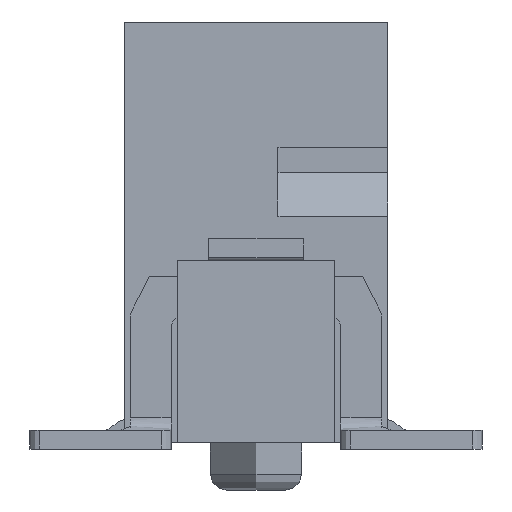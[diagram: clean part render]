
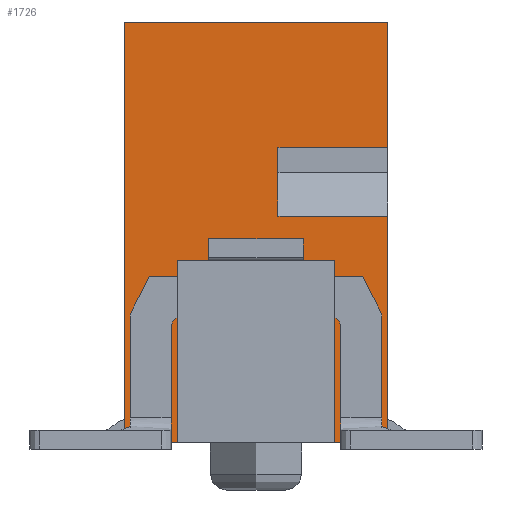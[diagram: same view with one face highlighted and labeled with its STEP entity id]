
A CAD part, left-side view. The second image highlights one B-rep face of the part: STEP entity #1726.
In plain terms, the highlighted planar face has unit normal (-1, 0, 0).
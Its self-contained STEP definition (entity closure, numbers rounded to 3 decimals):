
#69=CARTESIAN_POINT('',(-6.445,2.1,0.));
#70=VERTEX_POINT('',#69);
#77=CARTESIAN_POINT('',(-6.445,2.1,6.7));
#78=VERTEX_POINT('',#77);
#79=CARTESIAN_POINT('',(-6.445,2.1,0.));
#80=DIRECTION('',(0.,0.,1.));
#81=VECTOR('',#80,6.7);
#82=LINE('',#79,#81);
#83=EDGE_CURVE('',#70,#78,#82,.T.);
#384=CARTESIAN_POINT('',(-6.445,-2.1,6.7));
#385=VERTEX_POINT('',#384);
#386=CARTESIAN_POINT('',(-6.445,2.1,6.7));
#387=DIRECTION('',(0.,-1.,0.));
#388=VECTOR('',#387,4.2);
#389=LINE('',#386,#388);
#390=EDGE_CURVE('',#78,#385,#389,.T.);
#694=CARTESIAN_POINT('',(-6.445,-2.1,3.61));
#695=VERTEX_POINT('',#694);
#712=CARTESIAN_POINT('',(-6.445,-0.35,3.61));
#713=VERTEX_POINT('',#712);
#720=CARTESIAN_POINT('',(-6.445,-0.35,3.61));
#721=DIRECTION('',(0.,-1.,0.));
#722=VECTOR('',#721,1.75);
#723=LINE('',#720,#722);
#724=EDGE_CURVE('',#713,#695,#723,.T.);
#734=CARTESIAN_POINT('',(-6.445,-0.35,4.7));
#735=VERTEX_POINT('',#734);
#736=CARTESIAN_POINT('',(-6.445,-0.35,4.7));
#737=DIRECTION('',(0.,0.,-1.));
#738=VECTOR('',#737,1.09);
#739=LINE('',#736,#738);
#740=EDGE_CURVE('',#735,#713,#739,.T.);
#767=CARTESIAN_POINT('',(-6.445,-2.1,4.7));
#768=VERTEX_POINT('',#767);
#775=CARTESIAN_POINT('',(-6.445,-2.1,4.7));
#776=DIRECTION('',(0.,1.,0.));
#777=VECTOR('',#776,1.75);
#778=LINE('',#775,#777);
#779=EDGE_CURVE('',#768,#735,#778,.T.);
#1020=CARTESIAN_POINT('',(-6.445,1.25,0.));
#1021=VERTEX_POINT('',#1020);
#1053=CARTESIAN_POINT('',(-6.445,1.25,1.75));
#1054=VERTEX_POINT('',#1053);
#1061=CARTESIAN_POINT('',(-6.445,1.25,1.75));
#1062=DIRECTION('',(0.,0.,-1.));
#1063=VECTOR('',#1062,1.75);
#1064=LINE('',#1061,#1063);
#1065=EDGE_CURVE('',#1054,#1021,#1064,.T.);
#1075=CARTESIAN_POINT('',(-6.445,-1.25,0.));
#1076=VERTEX_POINT('',#1075);
#1077=CARTESIAN_POINT('',(-6.445,-1.25,1.75));
#1078=VERTEX_POINT('',#1077);
#1079=CARTESIAN_POINT('',(-6.445,-1.25,0.));
#1080=DIRECTION('',(0.,0.,1.));
#1081=VECTOR('',#1080,1.75);
#1082=LINE('',#1079,#1081);
#1083=EDGE_CURVE('',#1076,#1078,#1082,.T.);
#1278=CARTESIAN_POINT('',(-6.445,0.9,1.9));
#1279=VERTEX_POINT('',#1278);
#1280=CARTESIAN_POINT('',(-6.445,1.1,1.9));
#1281=VERTEX_POINT('',#1280);
#1282=CARTESIAN_POINT('',(-6.445,0.9,1.9));
#1283=DIRECTION('',(0.,1.,0.));
#1284=VECTOR('',#1283,0.2);
#1285=LINE('',#1282,#1284);
#1286=EDGE_CURVE('',#1279,#1281,#1285,.T.);
#1318=CARTESIAN_POINT('',(-6.445,-1.1,1.9));
#1319=VERTEX_POINT('',#1318);
#1320=CARTESIAN_POINT('',(-6.445,-0.9,1.9));
#1321=VERTEX_POINT('',#1320);
#1322=CARTESIAN_POINT('',(-6.445,-1.1,1.9));
#1323=DIRECTION('',(0.,1.,0.));
#1324=VECTOR('',#1323,0.2);
#1325=LINE('',#1322,#1324);
#1326=EDGE_CURVE('',#1319,#1321,#1325,.T.);
#1440=CARTESIAN_POINT('',(-6.445,0.75,1.));
#1441=VERTEX_POINT('',#1440);
#1448=CARTESIAN_POINT('',(-6.445,0.75,1.75));
#1449=VERTEX_POINT('',#1448);
#1450=CARTESIAN_POINT('',(-6.445,0.75,1.));
#1451=DIRECTION('',(0.,0.,1.));
#1452=VECTOR('',#1451,0.75);
#1453=LINE('',#1450,#1452);
#1454=EDGE_CURVE('',#1441,#1449,#1453,.T.);
#1488=CARTESIAN_POINT('',(-6.445,-0.75,1.75));
#1489=VERTEX_POINT('',#1488);
#1496=CARTESIAN_POINT('',(-6.445,-0.75,1.));
#1497=VERTEX_POINT('',#1496);
#1498=CARTESIAN_POINT('',(-6.445,-0.75,1.75));
#1499=DIRECTION('',(0.,0.,-1.));
#1500=VECTOR('',#1499,0.75);
#1501=LINE('',#1498,#1500);
#1502=EDGE_CURVE('',#1489,#1497,#1501,.T.);
#1620=CARTESIAN_POINT('',(-6.445,0.,3.35));
#1621=DIRECTION('',(0.,-1.,0.));
#1622=DIRECTION('',(-1.,0.,0.));
#1623=AXIS2_PLACEMENT_3D('',#1620,#1622,#1621);
#1624=PLANE('',#1623);
#1625=CARTESIAN_POINT('',(-6.445,-0.7,1.));
#1626=VERTEX_POINT('',#1625);
#1627=CARTESIAN_POINT('',(-6.445,-0.7,1.));
#1628=DIRECTION('',(0.,-1.,0.));
#1629=VECTOR('',#1628,0.05);
#1630=LINE('',#1627,#1629);
#1631=EDGE_CURVE('',#1626,#1497,#1630,.T.);
#1632=ORIENTED_EDGE('',*,*,#1631,.T.);
#1633=ORIENTED_EDGE('',*,*,#1502,.F.);
#1634=CARTESIAN_POINT('',(-6.445,-0.75,1.75));
#1635=DIRECTION('',(0.,-0.707,0.707));
#1636=VECTOR('',#1635,0.212);
#1637=LINE('',#1634,#1636);
#1638=EDGE_CURVE('',#1489,#1321,#1637,.T.);
#1639=ORIENTED_EDGE('',*,*,#1638,.T.);
#1640=ORIENTED_EDGE('',*,*,#1326,.F.);
#1641=CARTESIAN_POINT('',(-6.445,-1.1,1.9));
#1642=DIRECTION('',(0.,-0.707,-0.707));
#1643=VECTOR('',#1642,0.212);
#1644=LINE('',#1641,#1643);
#1645=EDGE_CURVE('',#1319,#1078,#1644,.T.);
#1646=ORIENTED_EDGE('',*,*,#1645,.T.);
#1647=ORIENTED_EDGE('',*,*,#1083,.F.);
#1648=CARTESIAN_POINT('',(-6.445,-2.1,0.));
#1649=VERTEX_POINT('',#1648);
#1650=CARTESIAN_POINT('',(-6.445,-1.25,0.));
#1651=DIRECTION('',(0.,-1.,0.));
#1652=VECTOR('',#1651,0.85);
#1653=LINE('',#1650,#1652);
#1654=EDGE_CURVE('',#1076,#1649,#1653,.T.);
#1655=ORIENTED_EDGE('',*,*,#1654,.T.);
#1656=CARTESIAN_POINT('',(-6.445,-2.1,0.));
#1657=DIRECTION('',(0.,0.,1.));
#1658=VECTOR('',#1657,3.61);
#1659=LINE('',#1656,#1658);
#1660=EDGE_CURVE('',#1649,#695,#1659,.T.);
#1661=ORIENTED_EDGE('',*,*,#1660,.T.);
#1662=ORIENTED_EDGE('',*,*,#724,.F.);
#1663=ORIENTED_EDGE('',*,*,#740,.F.);
#1664=ORIENTED_EDGE('',*,*,#779,.F.);
#1665=CARTESIAN_POINT('',(-6.445,-2.1,4.7));
#1666=DIRECTION('',(0.,0.,1.));
#1667=VECTOR('',#1666,2.);
#1668=LINE('',#1665,#1667);
#1669=EDGE_CURVE('',#768,#385,#1668,.T.);
#1670=ORIENTED_EDGE('',*,*,#1669,.T.);
#1671=ORIENTED_EDGE('',*,*,#390,.F.);
#1672=ORIENTED_EDGE('',*,*,#83,.F.);
#1673=CARTESIAN_POINT('',(-6.445,2.1,0.));
#1674=DIRECTION('',(0.,-1.,0.));
#1675=VECTOR('',#1674,0.85);
#1676=LINE('',#1673,#1675);
#1677=EDGE_CURVE('',#70,#1021,#1676,.T.);
#1678=ORIENTED_EDGE('',*,*,#1677,.T.);
#1679=ORIENTED_EDGE('',*,*,#1065,.F.);
#1680=CARTESIAN_POINT('',(-6.445,1.25,1.75));
#1681=DIRECTION('',(0.,-0.707,0.707));
#1682=VECTOR('',#1681,0.212);
#1683=LINE('',#1680,#1682);
#1684=EDGE_CURVE('',#1054,#1281,#1683,.T.);
#1685=ORIENTED_EDGE('',*,*,#1684,.T.);
#1686=ORIENTED_EDGE('',*,*,#1286,.F.);
#1687=CARTESIAN_POINT('',(-6.445,0.9,1.9));
#1688=DIRECTION('',(0.,-0.707,-0.707));
#1689=VECTOR('',#1688,0.212);
#1690=LINE('',#1687,#1689);
#1691=EDGE_CURVE('',#1279,#1449,#1690,.T.);
#1692=ORIENTED_EDGE('',*,*,#1691,.T.);
#1693=ORIENTED_EDGE('',*,*,#1454,.F.);
#1694=CARTESIAN_POINT('',(-6.445,0.7,1.));
#1695=VERTEX_POINT('',#1694);
#1696=CARTESIAN_POINT('',(-6.445,0.75,1.));
#1697=DIRECTION('',(0.,-1.,0.));
#1698=VECTOR('',#1697,0.05);
#1699=LINE('',#1696,#1698);
#1700=EDGE_CURVE('',#1441,#1695,#1699,.T.);
#1701=ORIENTED_EDGE('',*,*,#1700,.T.);
#1702=CARTESIAN_POINT('',(-6.445,0.7,0.1));
#1703=VERTEX_POINT('',#1702);
#1704=CARTESIAN_POINT('',(-6.445,0.7,1.));
#1705=DIRECTION('',(0.,0.,-1.));
#1706=VECTOR('',#1705,0.9);
#1707=LINE('',#1704,#1706);
#1708=EDGE_CURVE('',#1695,#1703,#1707,.T.);
#1709=ORIENTED_EDGE('',*,*,#1708,.T.);
#1710=CARTESIAN_POINT('',(-6.445,-0.7,0.1));
#1711=VERTEX_POINT('',#1710);
#1712=CARTESIAN_POINT('',(-6.445,0.7,0.1));
#1713=DIRECTION('',(0.,-1.,0.));
#1714=VECTOR('',#1713,1.4);
#1715=LINE('',#1712,#1714);
#1716=EDGE_CURVE('',#1703,#1711,#1715,.T.);
#1717=ORIENTED_EDGE('',*,*,#1716,.T.);
#1718=CARTESIAN_POINT('',(-6.445,-0.7,0.1));
#1719=DIRECTION('',(0.,0.,1.));
#1720=VECTOR('',#1719,0.9);
#1721=LINE('',#1718,#1720);
#1722=EDGE_CURVE('',#1711,#1626,#1721,.T.);
#1723=ORIENTED_EDGE('',*,*,#1722,.T.);
#1724=EDGE_LOOP('',(#1632,#1633,#1639,#1640,#1646,#1647,#1655,#1661,#1662,#1663,#1664,#1670,#1671,#1672,#1678,#1679,#1685,#1686,#1692,#1693,#1701,#1709,#1717,#1723));
#1725=FACE_OUTER_BOUND('',#1724,.T.);
#1726=ADVANCED_FACE('',(#1725),#1624,.T.);
